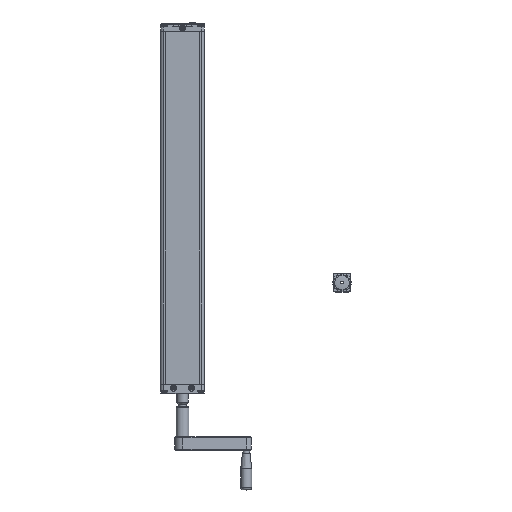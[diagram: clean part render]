
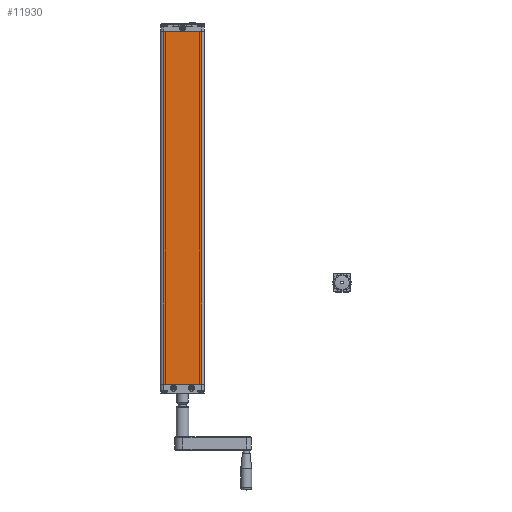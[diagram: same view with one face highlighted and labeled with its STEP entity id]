
A CAD part, top view. The second image highlights one B-rep face of the part: STEP entity #11930.
In plain terms, the highlighted planar face has unit normal (0, 0, 1).
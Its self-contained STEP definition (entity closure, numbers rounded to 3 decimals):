
#2094=FACE_OUTER_BOUND('',#2799,.T.);
#2799=EDGE_LOOP('',(#8470,#8471,#8472,#8473));
#3608=LINE('',#18697,#4477);
#3609=LINE('',#18701,#4478);
#3610=LINE('',#18706,#4479);
#3611=LINE('',#18710,#4480);
#4477=VECTOR('',#14912,691.5);
#4478=VECTOR('',#14917,691.5);
#4479=VECTOR('',#14926,75.);
#4480=VECTOR('',#14933,75.);
#5364=VERTEX_POINT('',#18686);
#5365=VERTEX_POINT('',#18692);
#5366=VERTEX_POINT('',#18696);
#5367=VERTEX_POINT('',#18700);
#6526=EDGE_CURVE('',#5364,#5366,#3608,.T.);
#6528=EDGE_CURVE('',#5365,#5367,#3609,.F.);
#6531=EDGE_CURVE('',#5367,#5364,#3610,.F.);
#6533=EDGE_CURVE('',#5366,#5365,#3611,.T.);
#8470=ORIENTED_EDGE('',*,*,#6528,.F.);
#8471=ORIENTED_EDGE('',*,*,#6533,.F.);
#8472=ORIENTED_EDGE('',*,*,#6526,.F.);
#8473=ORIENTED_EDGE('',*,*,#6531,.F.);
#11601=PLANE('',#13193);
#11930=ADVANCED_FACE('',(#2094),#11601,.T.);
#13193=AXIS2_PLACEMENT_3D('',#18711,#14934,#14935);
#14912=DIRECTION('',(0.,-1.,0.));
#14917=DIRECTION('',(0.,-1.,0.));
#14926=DIRECTION('',(-1.,0.,0.));
#14933=DIRECTION('',(-1.,0.,0.));
#14934=DIRECTION('center_axis',(0.,0.,1.));
#14935=DIRECTION('ref_axis',(1.,0.,0.));
#18686=CARTESIAN_POINT('',(37.5,692.,17.5));
#18692=CARTESIAN_POINT('',(-37.5,0.5,17.5));
#18696=CARTESIAN_POINT('',(37.5,0.5,17.5));
#18697=CARTESIAN_POINT('',(37.5,692.,17.5));
#18700=CARTESIAN_POINT('',(-37.5,692.,17.5));
#18701=CARTESIAN_POINT('',(-37.5,692.,17.5));
#18706=CARTESIAN_POINT('',(37.5,692.,17.5));
#18710=CARTESIAN_POINT('',(37.5,0.5,17.5));
#18711=CARTESIAN_POINT('Origin',(42.5,692.5,17.5));
